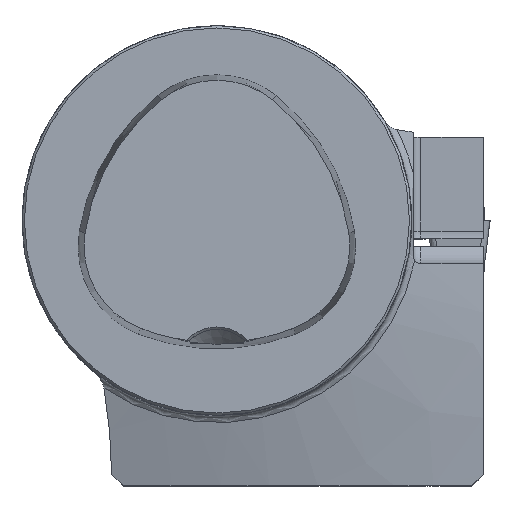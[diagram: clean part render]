
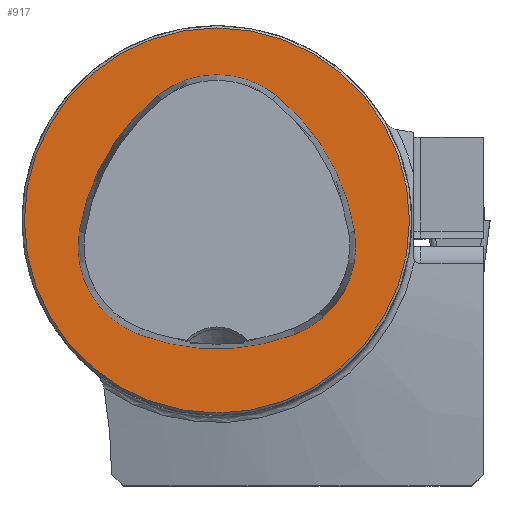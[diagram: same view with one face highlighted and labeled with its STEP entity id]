
A CAD part, top view. The second image highlights one B-rep face of the part: STEP entity #917.
In plain terms, the highlighted planar face has unit normal (0, 0, 1).
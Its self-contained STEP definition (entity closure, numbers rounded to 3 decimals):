
#135=FACE_BOUND('',#1268,.T.);
#136=FACE_BOUND('',#1269,.T.);
#222=PLANE('',#3483);
#917=ADVANCED_FACE('CU_FL_N1_SU_1',(#135,#136),#222,.T.);
#1268=EDGE_LOOP('',(#1720,#1721,#1722,#1723,#1724,#1725));
#1269=EDGE_LOOP('',(#1726));
#1419=CIRCLE('',#3474,28.075);
#1421=CIRCLE('',#3477,28.075);
#1422=CIRCLE('',#3478,12.075);
#1423=CIRCLE('',#3479,12.075);
#1424=CIRCLE('',#3480,28.075);
#1425=CIRCLE('',#3481,12.075);
#1426=CIRCLE('',#3482,24.7);
#1720=ORIENTED_EDGE('',*,*,#2902,.F.);
#1721=ORIENTED_EDGE('',*,*,#2903,.F.);
#1722=ORIENTED_EDGE('',*,*,#2895,.F.);
#1723=ORIENTED_EDGE('',*,*,#2904,.F.);
#1724=ORIENTED_EDGE('',*,*,#2905,.F.);
#1725=ORIENTED_EDGE('',*,*,#2906,.F.);
#1726=ORIENTED_EDGE('',*,*,#2907,.T.);
#2541=VERTEX_POINT('',#5098);
#2542=VERTEX_POINT('',#5100);
#2548=VERTEX_POINT('',#5132);
#2549=VERTEX_POINT('',#5133);
#2550=VERTEX_POINT('',#5136);
#2551=VERTEX_POINT('',#5138);
#2552=VERTEX_POINT('',#5141);
#2895=EDGE_CURVE('',#2541,#2542,#1419,.T.);
#2902=EDGE_CURVE('',#2548,#2549,#1421,.T.);
#2903=EDGE_CURVE('',#2542,#2548,#1422,.T.);
#2904=EDGE_CURVE('',#2550,#2541,#1423,.T.);
#2905=EDGE_CURVE('',#2551,#2550,#1424,.T.);
#2906=EDGE_CURVE('',#2549,#2551,#1425,.T.);
#2907=EDGE_CURVE('',#2552,#2552,#1426,.T.);
#3474=AXIS2_PLACEMENT_3D('',#5099,#3875,#3876);
#3477=AXIS2_PLACEMENT_3D('',#5131,#3882,#3883);
#3478=AXIS2_PLACEMENT_3D('',#5134,#3884,#3885);
#3479=AXIS2_PLACEMENT_3D('',#5135,#3886,#3887);
#3480=AXIS2_PLACEMENT_3D('',#5137,#3888,#3889);
#3481=AXIS2_PLACEMENT_3D('',#5139,#3890,#3891);
#3482=AXIS2_PLACEMENT_3D('',#5140,#3892,#3893);
#3483=AXIS2_PLACEMENT_3D('',#5142,#3894,#3895);
#3875=DIRECTION('',(0.,0.,1.));
#3876=DIRECTION('',(-1.,0.,0.));
#3882=DIRECTION('',(0.,0.,1.));
#3883=DIRECTION('',(-1.,0.,0.));
#3884=DIRECTION('',(0.,0.,1.));
#3885=DIRECTION('',(-1.,0.,0.));
#3886=DIRECTION('',(0.,0.,1.));
#3887=DIRECTION('',(-1.,0.,0.));
#3888=DIRECTION('',(0.,0.,1.));
#3889=DIRECTION('',(-1.,0.,0.));
#3890=DIRECTION('',(0.,0.,1.));
#3891=DIRECTION('',(-1.,0.,0.));
#3892=DIRECTION('',(0.,0.,1.));
#3893=DIRECTION('',(-1.,0.,0.));
#3894=DIRECTION('',(0.,0.,1.));
#3895=DIRECTION('',(-1.,0.,0.));
#5098=CARTESIAN_POINT('',(-10.05,-14.595,0.));
#5099=CARTESIAN_POINT('',(0.,11.62,0.));
#5100=CARTESIAN_POINT('',(10.05,-14.595,0.));
#5131=CARTESIAN_POINT('',(-10.078,-5.807,0.));
#5132=CARTESIAN_POINT('',(17.656,-1.443,0.));
#5133=CARTESIAN_POINT('',(7.606,15.999,0.));
#5134=CARTESIAN_POINT('',(5.727,-3.32,0.));
#5135=CARTESIAN_POINT('',(-5.727,-3.32,0.));
#5136=CARTESIAN_POINT('',(-17.656,-1.443,0.));
#5137=CARTESIAN_POINT('',(10.078,-5.807,0.));
#5138=CARTESIAN_POINT('',(-7.606,15.999,0.));
#5139=CARTESIAN_POINT('',(0.,6.62,0.));
#5140=CARTESIAN_POINT('',(0.,0.,0.));
#5141=CARTESIAN_POINT('',(-24.7,0.,0.));
#5142=CARTESIAN_POINT('',(0.,0.,0.));
